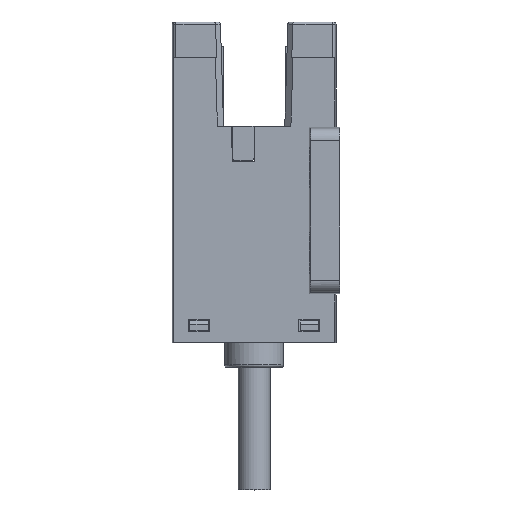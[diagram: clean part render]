
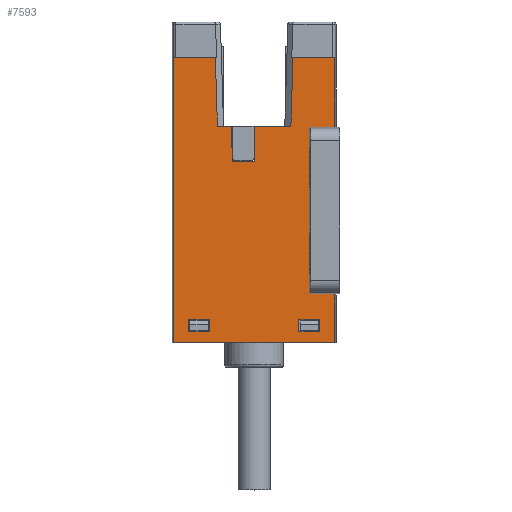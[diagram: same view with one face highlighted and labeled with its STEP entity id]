
A CAD part, top view. The second image highlights one B-rep face of the part: STEP entity #7593.
In plain terms, the highlighted planar face has unit normal (0, 0, 1).
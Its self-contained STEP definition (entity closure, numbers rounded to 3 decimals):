
#4836=DIRECTION('',(0.031,1.,0.));
#4837=VECTOR('',#4836,5.603);
#4838=CARTESIAN_POINT('',(3.,-5.6,3.2));
#4839=LINE('',#4838,#4837);
#4840=DIRECTION('',(1.,0.,0.));
#4841=VECTOR('',#4840,3.417);
#4842=CARTESIAN_POINT('',(3.171,0.,3.2));
#4843=LINE('',#4842,#4841);
#4844=DIRECTION('',(0.,-1.,0.));
#4845=VECTOR('',#4844,5.7);
#4846=CARTESIAN_POINT('',(6.588,0.,3.2));
#4847=LINE('',#4846,#4845);
#4848=DIRECTION('',(-1.,0.,0.));
#4849=VECTOR('',#4848,2.088);
#4850=CARTESIAN_POINT('',(6.588,-5.7,3.2));
#4851=LINE('',#4850,#4849);
#4852=DIRECTION('',(0.,-1.,0.));
#4853=VECTOR('',#4852,13.6);
#4854=CARTESIAN_POINT('',(4.5,-5.7,3.2));
#4855=LINE('',#4854,#4853);
#4856=DIRECTION('',(1.,0.,0.));
#4857=VECTOR('',#4856,2.088);
#4858=CARTESIAN_POINT('',(4.5,-19.3,3.2));
#4859=LINE('',#4858,#4857);
#4860=DIRECTION('',(0.,-1.,0.));
#4861=VECTOR('',#4860,4.);
#4862=CARTESIAN_POINT('',(6.588,-19.3,3.2));
#4863=LINE('',#4862,#4861);
#4864=DIRECTION('',(-1.,0.,0.));
#4865=VECTOR('',#4864,13.177);
#4866=CARTESIAN_POINT('',(6.588,-23.3,3.2));
#4867=LINE('',#4866,#4865);
#4868=DIRECTION('',(0.,1.,0.));
#4869=VECTOR('',#4868,23.3);
#4870=CARTESIAN_POINT('',(-6.588,-23.3,3.2));
#4871=LINE('',#4870,#4869);
#4872=DIRECTION('',(1.,0.,0.));
#4873=VECTOR('',#4872,3.417);
#4874=CARTESIAN_POINT('',(-6.588,0.,3.2));
#4875=LINE('',#4874,#4873);
#4876=DIRECTION('',(0.031,-1.,0.));
#4877=VECTOR('',#4876,5.603);
#4878=CARTESIAN_POINT('',(-3.171,0.,3.2));
#4879=LINE('',#4878,#4877);
#4880=DIRECTION('',(0.009,-1.,0.));
#4881=VECTOR('',#4880,2.9);
#4882=CARTESIAN_POINT('',(-1.825,-5.6,3.2));
#4883=LINE('',#4882,#4881);
#4884=DIRECTION('',(1.,0.,0.));
#4885=VECTOR('',#4884,1.8);
#4886=CARTESIAN_POINT('',(-1.8,-8.5,3.2));
#4887=LINE('',#4886,#4885);
#4888=DIRECTION('',(0.009,1.,0.));
#4889=VECTOR('',#4888,2.9);
#4890=CARTESIAN_POINT('',(0.,-8.5,3.2));
#4891=LINE('',#4890,#4889);
#4892=DIRECTION('',(1.,0.,0.));
#4893=VECTOR('',#4892,2.975);
#4894=CARTESIAN_POINT('',(0.025,-5.6,3.2));
#4895=LINE('',#4894,#4893);
#4896=DIRECTION('',(-1.,0.,0.));
#4897=VECTOR('',#4896,1.7);
#4898=CARTESIAN_POINT('',(-3.65,-21.4,3.2));
#4899=LINE('',#4898,#4897);
#4900=DIRECTION('',(0.,-1.,0.));
#4901=VECTOR('',#4900,1.);
#4902=CARTESIAN_POINT('',(-5.35,-21.4,3.2));
#4903=LINE('',#4902,#4901);
#4904=DIRECTION('',(1.,0.,0.));
#4905=VECTOR('',#4904,1.7);
#4906=CARTESIAN_POINT('',(-5.35,-22.4,3.2));
#4907=LINE('',#4906,#4905);
#4908=DIRECTION('',(0.,1.,0.));
#4909=VECTOR('',#4908,1.);
#4910=CARTESIAN_POINT('',(-3.65,-22.4,3.2));
#4911=LINE('',#4910,#4909);
#4912=DIRECTION('',(1.,0.,0.));
#4913=VECTOR('',#4912,1.7);
#4914=CARTESIAN_POINT('',(3.65,-22.4,3.2));
#4915=LINE('',#4914,#4913);
#4916=DIRECTION('',(0.,1.,0.));
#4917=VECTOR('',#4916,1.);
#4918=CARTESIAN_POINT('',(5.35,-22.4,3.2));
#4919=LINE('',#4918,#4917);
#4920=DIRECTION('',(-1.,0.,0.));
#4921=VECTOR('',#4920,1.7);
#4922=CARTESIAN_POINT('',(5.35,-21.4,3.2));
#4923=LINE('',#4922,#4921);
#4924=DIRECTION('',(0.,-1.,0.));
#4925=VECTOR('',#4924,1.);
#4926=CARTESIAN_POINT('',(3.65,-21.4,3.2));
#4927=LINE('',#4926,#4925);
#5213=DIRECTION('',(-1.,0.,0.));
#5214=VECTOR('',#5213,1.175);
#5215=CARTESIAN_POINT('',(-1.825,-5.6,3.2));
#5216=LINE('',#5215,#5214);
#6134=CARTESIAN_POINT('',(-6.588,0.,3.2));
#6135=VERTEX_POINT('',#6134);
#6136=CARTESIAN_POINT('',(-6.588,-23.3,3.2));
#6137=VERTEX_POINT('',#6136);
#6154=CARTESIAN_POINT('',(-3.,-5.6,
3.2));
#6155=VERTEX_POINT('',#6154);
#6156=CARTESIAN_POINT('',(-3.171,0.,3.2));
#6157=VERTEX_POINT('',#6156);
#6166=CARTESIAN_POINT('',(-1.825,-5.6,3.2));
#6167=VERTEX_POINT('',#6166);
#6170=CARTESIAN_POINT('',(3.,-5.6,3.2));
#6171=CARTESIAN_POINT('',(3.171,0.,3.2));
#6172=VERTEX_POINT('',#6170);
#6173=VERTEX_POINT('',#6171);
#6174=CARTESIAN_POINT('',(6.588,0.,3.2));
#6175=VERTEX_POINT('',#6174);
#6176=CARTESIAN_POINT('',(6.588,-5.7,3.2));
#6177=VERTEX_POINT('',#6176);
#6178=CARTESIAN_POINT('',(4.5,-5.7,3.2));
#6179=VERTEX_POINT('',#6178);
#6180=CARTESIAN_POINT('',(4.5,-19.3,3.2));
#6181=VERTEX_POINT('',#6180);
#6182=CARTESIAN_POINT('',(6.588,-19.3,3.2));
#6183=VERTEX_POINT('',#6182);
#6184=CARTESIAN_POINT('',(6.588,-23.3,3.2));
#6185=VERTEX_POINT('',#6184);
#6186=CARTESIAN_POINT('',(-1.8,-8.5,3.2));
#6187=VERTEX_POINT('',#6186);
#6188=CARTESIAN_POINT('',(0.,-8.5,3.2));
#6189=VERTEX_POINT('',#6188);
#6190=CARTESIAN_POINT('',(0.025,-5.6,3.2));
#6191=VERTEX_POINT('',#6190);
#6192=CARTESIAN_POINT('',(-3.65,-21.4,3.2));
#6193=CARTESIAN_POINT('',(-5.35,-21.4,3.2));
#6194=VERTEX_POINT('',#6192);
#6195=VERTEX_POINT('',#6193);
#6196=CARTESIAN_POINT('',(-5.35,-22.4,3.2));
#6197=VERTEX_POINT('',#6196);
#6198=CARTESIAN_POINT('',(-3.65,-22.4,3.2));
#6199=VERTEX_POINT('',#6198);
#6200=CARTESIAN_POINT('',(3.65,-22.4,3.2));
#6201=CARTESIAN_POINT('',(5.35,-22.4,3.2));
#6202=VERTEX_POINT('',#6200);
#6203=VERTEX_POINT('',#6201);
#6204=CARTESIAN_POINT('',(5.35,-21.4,3.2));
#6205=VERTEX_POINT('',#6204);
#6206=CARTESIAN_POINT('',(3.65,-21.4,3.2));
#6207=VERTEX_POINT('',#6206);
#7541=CARTESIAN_POINT('',(0.,-11.65,3.2));
#7542=DIRECTION('',(0.,0.,1.));
#7543=DIRECTION('',(1.,0.,0.));
#7544=AXIS2_PLACEMENT_3D('',#7541,#7542,#7543);
#7545=PLANE('',#7544);
#7547=ORIENTED_EDGE('',*,*,#7546,.T.);
#7549=ORIENTED_EDGE('',*,*,#7548,.T.);
#7551=ORIENTED_EDGE('',*,*,#7550,.T.);
#7553=ORIENTED_EDGE('',*,*,#7552,.T.);
#7554=ORIENTED_EDGE('',*,*,#7512,.T.);
#7555=ORIENTED_EDGE('',*,*,#7380,.T.);
#7556=ORIENTED_EDGE('',*,*,#7336,.T.);
#7557=ORIENTED_EDGE('',*,*,#7307,.T.);
#7559=ORIENTED_EDGE('',*,*,#7558,.T.);
#7561=ORIENTED_EDGE('',*,*,#7560,.T.);
#7563=ORIENTED_EDGE('',*,*,#7562,.T.);
#7565=ORIENTED_EDGE('',*,*,#7564,.F.);
#7566=ORIENTED_EDGE('',*,*,#6910,.T.);
#7567=ORIENTED_EDGE('',*,*,#6938,.T.);
#7568=ORIENTED_EDGE('',*,*,#6966,.T.);
#7570=ORIENTED_EDGE('',*,*,#7569,.T.);
#7571=EDGE_LOOP('',(#7547,#7549,#7551,#7553,#7554,#7555,#7556,#7557,#7559,#7561,
#7563,#7565,#7566,#7567,#7568,#7570));
#7572=FACE_OUTER_BOUND('',#7571,.F.);
#7574=ORIENTED_EDGE('',*,*,#7573,.T.);
#7576=ORIENTED_EDGE('',*,*,#7575,.T.);
#7578=ORIENTED_EDGE('',*,*,#7577,.T.);
#7580=ORIENTED_EDGE('',*,*,#7579,.T.);
#7581=EDGE_LOOP('',(#7574,#7576,#7578,#7580));
#7582=FACE_BOUND('',#7581,.F.);
#7584=ORIENTED_EDGE('',*,*,#7583,.T.);
#7586=ORIENTED_EDGE('',*,*,#7585,.T.);
#7588=ORIENTED_EDGE('',*,*,#7587,.T.);
#7590=ORIENTED_EDGE('',*,*,#7589,.T.);
#7591=EDGE_LOOP('',(#7584,#7586,#7588,#7590));
#7592=FACE_BOUND('',#7591,.F.);
#7593=ADVANCED_FACE('',(#7572,#7582,#7592),#7545,.T.);
#6910=EDGE_CURVE('',#6167,#6187,#4883,.T.);
#6938=EDGE_CURVE('',#6187,#6189,#4887,.T.);
#6966=EDGE_CURVE('',#6189,#6191,#4891,.T.);
#7307=EDGE_CURVE('',#6185,#6137,#4867,.T.);
#7336=EDGE_CURVE('',#6183,#6185,#4863,.T.);
#7380=EDGE_CURVE('',#6181,#6183,#4859,.T.);
#7512=EDGE_CURVE('',#6179,#6181,#4855,.T.);
#7546=EDGE_CURVE('',#6172,#6173,#4839,.T.);
#7548=EDGE_CURVE('',#6173,#6175,#4843,.T.);
#7550=EDGE_CURVE('',#6175,#6177,#4847,.T.);
#7552=EDGE_CURVE('',#6177,#6179,#4851,.T.);
#7558=EDGE_CURVE('',#6137,#6135,#4871,.T.);
#7560=EDGE_CURVE('',#6135,#6157,#4875,.T.);
#7562=EDGE_CURVE('',#6157,#6155,#4879,.T.);
#7564=EDGE_CURVE('',#6167,#6155,#5216,.T.);
#7569=EDGE_CURVE('',#6191,#6172,#4895,.T.);
#7573=EDGE_CURVE('',#6194,#6195,#4899,.T.);
#7575=EDGE_CURVE('',#6195,#6197,#4903,.T.);
#7577=EDGE_CURVE('',#6197,#6199,#4907,.T.);
#7579=EDGE_CURVE('',#6199,#6194,#4911,.T.);
#7583=EDGE_CURVE('',#6202,#6203,#4915,.T.);
#7585=EDGE_CURVE('',#6203,#6205,#4919,.T.);
#7587=EDGE_CURVE('',#6205,#6207,#4923,.T.);
#7589=EDGE_CURVE('',#6207,#6202,#4927,.T.);
